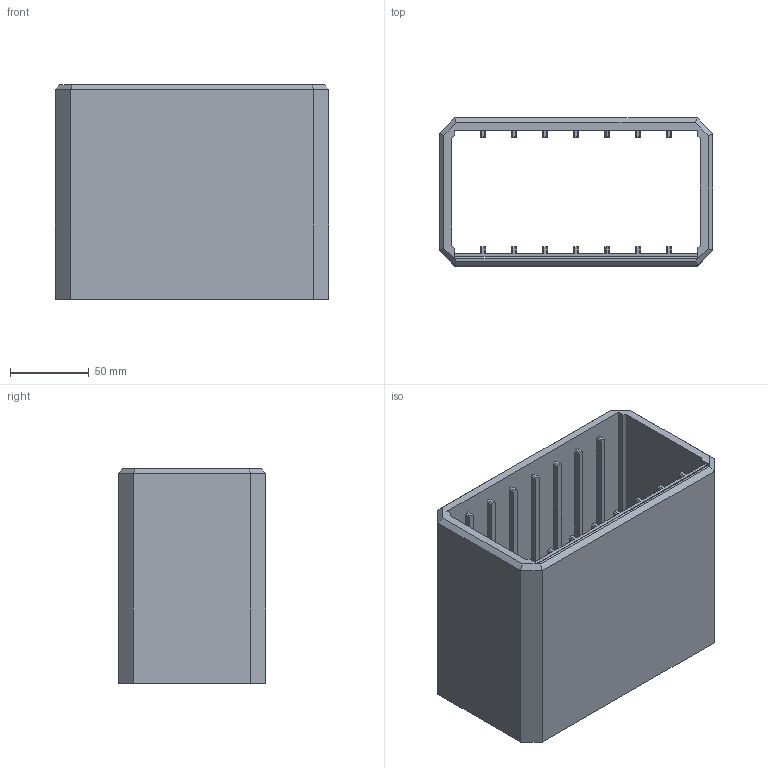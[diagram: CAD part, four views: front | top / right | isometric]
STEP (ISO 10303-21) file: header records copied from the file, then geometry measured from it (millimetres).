
FILE_DESCRIPTION (( 'STEP AP214' ), '1' );
FILE_NAME ('body.STEP', '2024-03-27T08:38:48', ( '' ), ( '' ), 'SwSTEP 2.0', 'SolidWorks 2023', '' );
FILE_SCHEMA (( 'AUTOMOTIVE_DESIGN' ));
Length unit declared in the file: millimetre
Products named in the file (1): body
Bounding box: 174.08 x 94 x 136.5 mm (x, y, z)
Volume: 535418.3 mm3; surface area: 154282.8 mm2
Topology: 1 solids, 1 shells, 179 faces, 478 edges, 316 vertices
Faces by surface type: plane 163, cylinder 16
Entity records: 5507 total; most frequent: CARTESIAN_POINT 974, ORIENTED_EDGE 956, DIRECTION 870, EDGE_CURVE 478, LINE 446, VECTOR 446, VERTEX_POINT 316, AXIS2_PLACEMENT_3D 212
